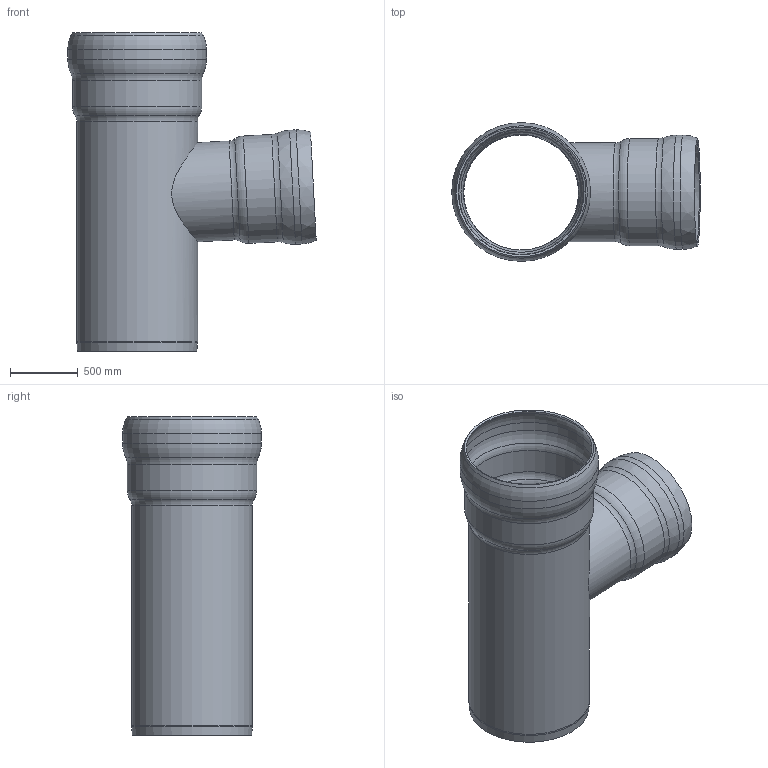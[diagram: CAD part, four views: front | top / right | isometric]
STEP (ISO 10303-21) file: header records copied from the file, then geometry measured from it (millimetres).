
FILE_DESCRIPTION(/* description */ (''),/* implementation_level */ '2;1');
FILE_NAME(/* name */ '00230.MC0X_3D.stp',/* time_stamp */ '2024-12-11T12:40:40+01:00',/* author */ ('CAD'),/* organization */ (''),/* preprocessor_version */ 'ST-DEVELOPER v20',/* originating_system */ 'AutoCAD Mechanical',/* authorisation */ '');
FILE_SCHEMA (('AUTOMOTIVE_DESIGN { 1 0 10303 214 3 1 1 }'));
Length unit declared in the file: centimetre
Products named in the file (2): Product; *S0
Assembly tree (1 placements, depth 2):
  Product
    *S0
Bounding box: 1830.03 x 1022 x 2350 mm (x, y, z)
Volume: 135991497.6 mm3; surface area: 17219894.5 mm2
Topology: 2 solids, 2 shells, 43 faces, 122 edges, 78 vertices
Faces by surface type: torus 18, cylinder 14, cone 7, bspline 4
Full cylindrical faces by diameter (mm): 698 x2, 730 x1, 760 x1, 792 x1, 810 x1, 842 x1, 858 x1, 890 x1, 920 x1, 952 x1, 990 x1, 1022 x1
Entity records: 2066 total; most frequent: CARTESIAN_POINT 848, DIRECTION 286, ORIENTED_EDGE 244, AXIS2_PLACEMENT_3D 132, EDGE_CURVE 122, CIRCLE 90, VERTEX_POINT 78, EDGE_LOOP 44
